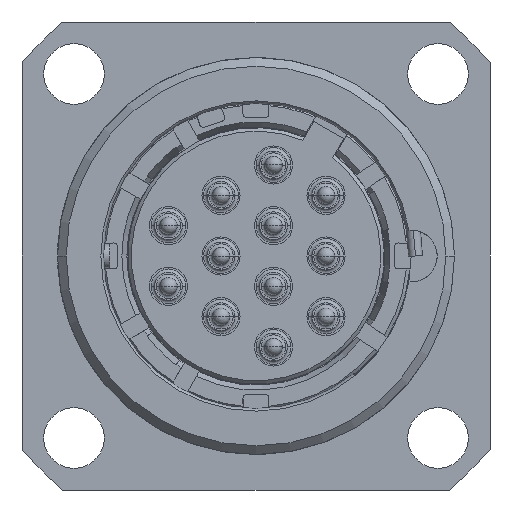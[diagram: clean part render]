
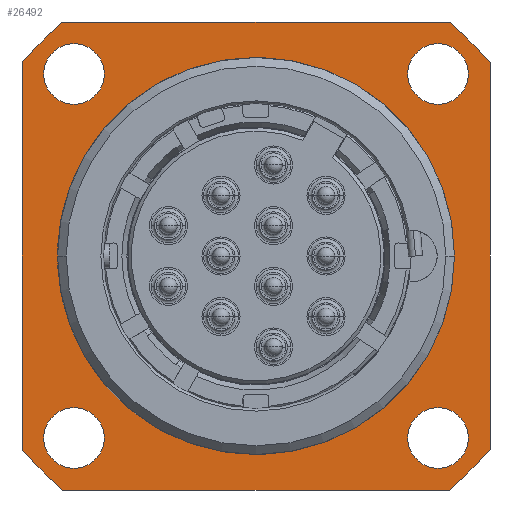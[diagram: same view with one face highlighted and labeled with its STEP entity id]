
A CAD part, left-side view. The second image highlights one B-rep face of the part: STEP entity #26492.
In plain terms, the highlighted planar face has unit normal (-1, 0, 0).
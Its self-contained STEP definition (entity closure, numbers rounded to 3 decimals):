
#4485=CARTESIAN_POINT('',(5.6,0.,0.));
#4486=DIRECTION('',(-1.,0.,0.));
#4487=DIRECTION('',(0.,0.998,-0.061));
#4488=AXIS2_PLACEMENT_3D('',#4485,#4486,#4487);
#4503=DIRECTION('',(0.,1.,0.));
#4504=VECTOR('',#4503,0.19);
#4505=CARTESIAN_POINT('',(5.6,11.239,-0.7));
#4506=LINE('1767',#4505,#4504);
#4520=DIRECTION('',(0.,1.,0.));
#4521=VECTOR('',#4520,0.19);
#4522=CARTESIAN_POINT('',(5.6,11.239,0.7));
#4523=LINE('1766',#4522,#4521);
#4536=DIRECTION('',(0.,0.,1.));
#4537=VECTOR('',#4536,22.271);
#4538=CARTESIAN_POINT('',(5.6,-13.5,-11.136));
#4539=LINE('1616',#4538,#4537);
#4540=CARTESIAN_POINT('',(5.6,0.,0.));
#4541=DIRECTION('',(-1.,0.,0.));
#4542=DIRECTION('',(0.,-0.636,-0.771));
#4543=AXIS2_PLACEMENT_3D('',#4540,#4541,#4542);
#4545=DIRECTION('',(0.,-1.,0.));
#4546=VECTOR('',#4545,22.271);
#4547=CARTESIAN_POINT('',(5.6,11.136,-13.5));
#4548=LINE('1618',#4547,#4546);
#4549=CARTESIAN_POINT('',(5.6,0.,0.));
#4550=DIRECTION('',(-1.,0.,0.));
#4551=DIRECTION('',(0.,0.771,-0.636));
#4552=AXIS2_PLACEMENT_3D('',#4549,#4550,#4551);
#4554=DIRECTION('',(0.,0.,-1.));
#4555=VECTOR('',#4554,22.271);
#4556=CARTESIAN_POINT('',(5.6,13.5,11.136));
#4557=LINE('1620',#4556,#4555);
#4558=CARTESIAN_POINT('',(5.6,0.,0.));
#4559=DIRECTION('',(-1.,0.,0.));
#4560=DIRECTION('',(0.,0.636,0.771));
#4561=AXIS2_PLACEMENT_3D('',#4558,#4559,#4560);
#4563=DIRECTION('',(0.,1.,0.));
#4564=VECTOR('',#4563,22.271);
#4565=CARTESIAN_POINT('',(5.6,-11.136,13.5));
#4566=LINE('1622',#4565,#4564);
#4567=CARTESIAN_POINT('',(5.6,0.,0.));
#4568=DIRECTION('',(-1.,0.,0.));
#4569=DIRECTION('',(0.,-0.771,0.636));
#4570=AXIS2_PLACEMENT_3D('',#4567,#4568,#4569);
#4572=CARTESIAN_POINT('',(5.6,10.5,10.5));
#4573=DIRECTION('',(1.,0.,0.));
#4574=DIRECTION('',(0.,1.,0.));
#4575=AXIS2_PLACEMENT_3D('',#4572,#4573,#4574);
#4577=CARTESIAN_POINT('',(5.6,10.5,10.5));
#4578=DIRECTION('',(1.,0.,0.));
#4579=DIRECTION('',(0.,-1.,0.));
#4580=AXIS2_PLACEMENT_3D('',#4577,#4578,#4579);
#4582=CARTESIAN_POINT('',(5.6,10.5,-10.5));
#4583=DIRECTION('',(1.,0.,0.));
#4584=DIRECTION('',(0.,1.,0.));
#4585=AXIS2_PLACEMENT_3D('',#4582,#4583,#4584);
#4587=CARTESIAN_POINT('',(5.6,10.5,-10.5));
#4588=DIRECTION('',(1.,0.,0.));
#4589=DIRECTION('',(0.,-1.,0.));
#4590=AXIS2_PLACEMENT_3D('',#4587,#4588,#4589);
#4592=CARTESIAN_POINT('',(5.6,-10.5,-10.5));
#4593=DIRECTION('',(1.,0.,0.));
#4594=DIRECTION('',(0.,1.,0.));
#4595=AXIS2_PLACEMENT_3D('',#4592,#4593,#4594);
#4597=CARTESIAN_POINT('',(5.6,-10.5,-10.5));
#4598=DIRECTION('',(1.,0.,0.));
#4599=DIRECTION('',(0.,-1.,0.));
#4600=AXIS2_PLACEMENT_3D('',#4597,#4598,#4599);
#4602=CARTESIAN_POINT('',(5.6,-10.5,10.5));
#4603=DIRECTION('',(1.,0.,0.));
#4604=DIRECTION('',(0.,1.,0.));
#4605=AXIS2_PLACEMENT_3D('',#4602,#4603,#4604);
#4607=CARTESIAN_POINT('',(5.6,-10.5,10.5));
#4608=DIRECTION('',(1.,0.,0.));
#4609=DIRECTION('',(0.,-1.,0.));
#4610=AXIS2_PLACEMENT_3D('',#4607,#4608,#4609);
#4612=DIRECTION('',(0.,0.,-1.));
#4613=VECTOR('',#4612,1.4);
#4614=CARTESIAN_POINT('',(5.6,11.239,0.7));
#4615=LINE('1765',#4614,#4613);
#13582=CARTESIAN_POINT('',(5.6,0.,0.));
#13583=DIRECTION('',(-1.,0.,0.));
#13584=DIRECTION('',(0.,-1.,0.));
#13585=AXIS2_PLACEMENT_3D('',#13582,#13583,#13584);
#13668=CARTESIAN_POINT('',(5.6,-13.5,-11.136));
#13669=CARTESIAN_POINT('',(5.6,-13.5,11.136));
#13670=VERTEX_POINT('',#13668);
#13671=VERTEX_POINT('',#13669);
#13672=CARTESIAN_POINT('',(5.6,-11.136,-13.5));
#13673=VERTEX_POINT('',#13672);
#13674=CARTESIAN_POINT('',(5.6,11.136,-13.5));
#13675=VERTEX_POINT('',#13674);
#13676=CARTESIAN_POINT('',(5.6,13.5,-11.136));
#13677=VERTEX_POINT('',#13676);
#13678=CARTESIAN_POINT('',(5.6,13.5,11.136));
#13679=VERTEX_POINT('',#13678);
#13680=CARTESIAN_POINT('',(5.6,11.136,13.5));
#13681=VERTEX_POINT('',#13680);
#13682=CARTESIAN_POINT('',(5.6,-11.136,13.5));
#13683=VERTEX_POINT('',#13682);
#13692=CARTESIAN_POINT('',(5.6,-11.45,0.));
#13693=VERTEX_POINT('',#13692);
#13698=CARTESIAN_POINT('',(5.6,12.25,10.5));
#13699=CARTESIAN_POINT('',(5.6,8.75,10.5));
#13700=VERTEX_POINT('',#13698);
#13701=VERTEX_POINT('',#13699);
#13706=CARTESIAN_POINT('',(5.6,12.25,-10.5));
#13707=CARTESIAN_POINT('',(5.6,8.75,-10.5));
#13708=VERTEX_POINT('',#13706);
#13709=VERTEX_POINT('',#13707);
#13714=CARTESIAN_POINT('',(5.6,-8.75,-10.5));
#13715=CARTESIAN_POINT('',(5.6,-12.25,-10.5));
#13716=VERTEX_POINT('',#13714);
#13717=VERTEX_POINT('',#13715);
#13722=CARTESIAN_POINT('',(5.6,-8.75,10.5));
#13723=CARTESIAN_POINT('',(5.6,-12.25,10.5));
#13724=VERTEX_POINT('',#13722);
#13725=VERTEX_POINT('',#13723);
#13782=CARTESIAN_POINT('',(5.6,11.429,0.7));
#13784=VERTEX_POINT('',#13782);
#13786=CARTESIAN_POINT('',(5.6,11.429,-0.7));
#13788=VERTEX_POINT('',#13786);
#13834=CARTESIAN_POINT('',(5.6,11.239,0.7));
#13835=CARTESIAN_POINT('',(5.6,11.239,-0.7));
#13836=VERTEX_POINT('',#13834);
#13837=VERTEX_POINT('',#13835);
#26437=CARTESIAN_POINT('',(5.6,0.,0.));
#26438=DIRECTION('',(1.,0.,0.));
#26439=DIRECTION('',(0.,0.,-1.));
#26440=AXIS2_PLACEMENT_3D('',#26437,#26438,#26439);
#26441=PLANE('273',#26440);
#26443=ORIENTED_EDGE('1616',*,*,#26442,.F.);
#26445=ORIENTED_EDGE('1617',*,*,#26444,.F.);
#26447=ORIENTED_EDGE('1618',*,*,#26446,.F.);
#26449=ORIENTED_EDGE('1619',*,*,#26448,.F.);
#26451=ORIENTED_EDGE('1620',*,*,#26450,.F.);
#26453=ORIENTED_EDGE('1621',*,*,#26452,.F.);
#26455=ORIENTED_EDGE('1622',*,*,#26454,.F.);
#26457=ORIENTED_EDGE('1623',*,*,#26456,.F.);
#26458=EDGE_LOOP('273',(#26443,#26445,#26447,#26449,#26451,#26453,#26455,
#26457));
#26459=FACE_OUTER_BOUND('273',#26458,.F.);
#26461=ORIENTED_EDGE('1639',*,*,#26460,.F.);
#26463=ORIENTED_EDGE('1640',*,*,#26462,.F.);
#26464=EDGE_LOOP('273',(#26461,#26463));
#26465=FACE_BOUND('273',#26464,.F.);
#26467=ORIENTED_EDGE('1645',*,*,#26466,.F.);
#26469=ORIENTED_EDGE('1646',*,*,#26468,.F.);
#26470=EDGE_LOOP('273',(#26467,#26469));
#26471=FACE_BOUND('273',#26470,.F.);
#26473=ORIENTED_EDGE('1651',*,*,#26472,.F.);
#26475=ORIENTED_EDGE('1652',*,*,#26474,.F.);
#26476=EDGE_LOOP('273',(#26473,#26475));
#26477=FACE_BOUND('273',#26476,.F.);
#26479=ORIENTED_EDGE('1657',*,*,#26478,.F.);
#26481=ORIENTED_EDGE('1658',*,*,#26480,.F.);
#26482=EDGE_LOOP('273',(#26479,#26481));
#26483=FACE_BOUND('273',#26482,.F.);
#26484=ORIENTED_EDGE('1765',*,*,#26424,.T.);
#26485=ORIENTED_EDGE('1767',*,*,#26355,.T.);
#26486=ORIENTED_EDGE('1715',*,*,#26331,.T.);
#26488=ORIENTED_EDGE('1714',*,*,#26487,.T.);
#26489=ORIENTED_EDGE('1766',*,*,#26399,.F.);
#26490=EDGE_LOOP('273',(#26484,#26485,#26486,#26488,#26489));
#26491=FACE_BOUND('273',#26490,.F.);
#4489=CIRCLE('1715',#4488,11.45);
#4544=CIRCLE('1617',#4543,17.5);
#4553=CIRCLE('1619',#4552,17.5);
#4562=CIRCLE('1621',#4561,17.5);
#4571=CIRCLE('1623',#4570,17.5);
#4576=CIRCLE('1639',#4575,1.75);
#4581=CIRCLE('1640',#4580,1.75);
#4586=CIRCLE('1645',#4585,1.75);
#4591=CIRCLE('1646',#4590,1.75);
#4596=CIRCLE('1651',#4595,1.75);
#4601=CIRCLE('1652',#4600,1.75);
#4606=CIRCLE('1657',#4605,1.75);
#4611=CIRCLE('1658',#4610,1.75);
#13586=CIRCLE('1714',#13585,11.45);
#26331=EDGE_CURVE('1715',#13788,#13693,#4489,.T.);
#26355=EDGE_CURVE('1767',#13837,#13788,#4506,.T.);
#26399=EDGE_CURVE('1766',#13836,#13784,#4523,.T.);
#26424=EDGE_CURVE('1765',#13836,#13837,#4615,.T.);
#26442=EDGE_CURVE('1616',#13670,#13671,#4539,.T.);
#26444=EDGE_CURVE('1617',#13673,#13670,#4544,.T.);
#26446=EDGE_CURVE('1618',#13675,#13673,#4548,.T.);
#26448=EDGE_CURVE('1619',#13677,#13675,#4553,.T.);
#26450=EDGE_CURVE('1620',#13679,#13677,#4557,.T.);
#26452=EDGE_CURVE('1621',#13681,#13679,#4562,.T.);
#26454=EDGE_CURVE('1622',#13683,#13681,#4566,.T.);
#26456=EDGE_CURVE('1623',#13671,#13683,#4571,.T.);
#26460=EDGE_CURVE('1639',#13700,#13701,#4576,.T.);
#26462=EDGE_CURVE('1640',#13701,#13700,#4581,.T.);
#26466=EDGE_CURVE('1645',#13708,#13709,#4586,.T.);
#26468=EDGE_CURVE('1646',#13709,#13708,#4591,.T.);
#26472=EDGE_CURVE('1651',#13716,#13717,#4596,.T.);
#26474=EDGE_CURVE('1652',#13717,#13716,#4601,.T.);
#26478=EDGE_CURVE('1657',#13724,#13725,#4606,.T.);
#26480=EDGE_CURVE('1658',#13725,#13724,#4611,.T.);
#26487=EDGE_CURVE('1714',#13693,#13784,#13586,.T.);
#26492=ADVANCED_FACE('273',(#26459,#26465,#26471,#26477,#26483,#26491),#26441,
.F.);
